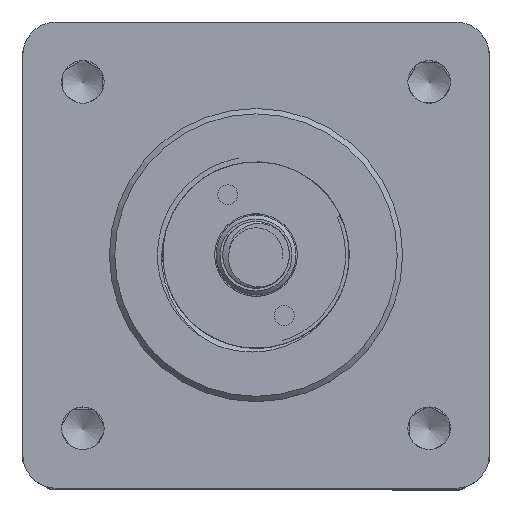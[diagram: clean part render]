
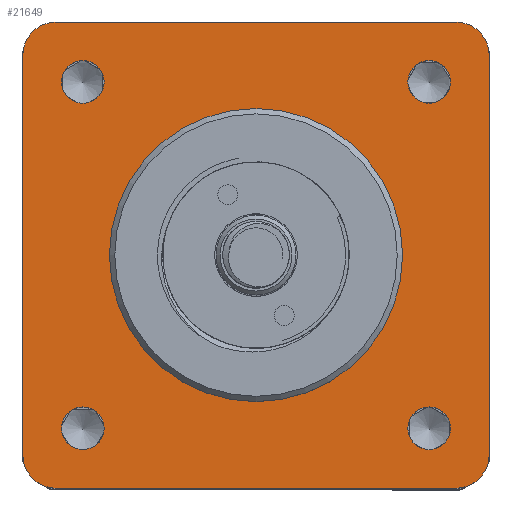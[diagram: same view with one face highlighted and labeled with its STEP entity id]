
A CAD part, top view. The second image highlights one B-rep face of the part: STEP entity #21649.
In plain terms, the highlighted planar face has unit normal (0, 0, 1).
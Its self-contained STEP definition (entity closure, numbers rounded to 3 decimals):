
#21479=CARTESIAN_POINT('',(-15.,-17.5,88.5));
#21480=VERTEX_POINT('',#21479);
#21487=CARTESIAN_POINT('',(-17.5,-15.,88.5));
#21488=VERTEX_POINT('',#21487);
#21489=CARTESIAN_POINT('',(-15.,-15.,88.5));
#21490=DIRECTION('',(0.0,0.0,-1.0));
#21491=DIRECTION('',(-0.707,-0.707,0.0));
#21492=AXIS2_PLACEMENT_3D('',#21489,#21490,#21491);
#21493=CIRCLE('',#21492,2.5);
#21494=EDGE_CURVE('',#21480,#21488,#21493,.T.);
#21511=CARTESIAN_POINT('',(-17.5,15.,88.5));
#21512=VERTEX_POINT('',#21511);
#21513=CARTESIAN_POINT('',(-17.5,-15.,88.5));
#21514=DIRECTION('',(0.0,1.0,0.0));
#21515=VECTOR('',#21514,30.0);
#21516=LINE('',#21513,#21515);
#21517=EDGE_CURVE('',#21488,#21512,#21516,.T.);
#21536=CARTESIAN_POINT('',(17.5,-17.5,88.5));
#21537=DIRECTION('',(0.0,0.0,-1.0));
#21538=DIRECTION('',(-1.0,0.0,0.0));
#21539=AXIS2_PLACEMENT_3D('',#21536,#21537,#21538);
#21540=PLANE('',#21539);
#21541=ORIENTED_EDGE('',*,*,#21494,.F.);
#21542=CARTESIAN_POINT('',(15.,-17.5,88.5));
#21543=VERTEX_POINT('',#21542);
#21544=CARTESIAN_POINT('',(15.,-17.5,88.5));
#21545=DIRECTION('',(-1.0,0.0,0.0));
#21546=VECTOR('',#21545,30.0);
#21547=LINE('',#21544,#21546);
#21548=EDGE_CURVE('',#21543,#21480,#21547,.T.);
#21549=ORIENTED_EDGE('',*,*,#21548,.F.);
#21550=CARTESIAN_POINT('',(17.5,-15.,88.5));
#21551=VERTEX_POINT('',#21550);
#21552=CARTESIAN_POINT('',(15.,-15.,88.5));
#21553=DIRECTION('',(0.0,0.0,-1.0));
#21554=DIRECTION('',(0.707,-0.707,0.0));
#21555=AXIS2_PLACEMENT_3D('',#21552,#21553,#21554);
#21556=CIRCLE('',#21555,2.5);
#21557=EDGE_CURVE('',#21551,#21543,#21556,.T.);
#21558=ORIENTED_EDGE('',*,*,#21557,.F.);
#21559=CARTESIAN_POINT('',(17.5,15.,88.5));
#21560=VERTEX_POINT('',#21559);
#21561=CARTESIAN_POINT('',(17.5,15.,88.5));
#21562=DIRECTION('',(0.0,-1.0,0.0));
#21563=VECTOR('',#21562,30.);
#21564=LINE('',#21561,#21563);
#21565=EDGE_CURVE('',#21560,#21551,#21564,.T.);
#21566=ORIENTED_EDGE('',*,*,#21565,.F.);
#21567=CARTESIAN_POINT('',(15.,17.5,88.5));
#21568=VERTEX_POINT('',#21567);
#21569=CARTESIAN_POINT('',(15.,15.,88.5));
#21570=DIRECTION('',(0.0,0.0,-1.0));
#21571=DIRECTION('',(0.707,0.707,0.0));
#21572=AXIS2_PLACEMENT_3D('',#21569,#21570,#21571);
#21573=CIRCLE('',#21572,2.5);
#21574=EDGE_CURVE('',#21568,#21560,#21573,.T.);
#21575=ORIENTED_EDGE('',*,*,#21574,.F.);
#21576=CARTESIAN_POINT('',(-15.,17.5,88.5));
#21577=VERTEX_POINT('',#21576);
#21578=CARTESIAN_POINT('',(-15.,17.5,88.5));
#21579=DIRECTION('',(1.0,0.0,0.0));
#21580=VECTOR('',#21579,30.);
#21581=LINE('',#21578,#21580);
#21582=EDGE_CURVE('',#21577,#21568,#21581,.T.);
#21583=ORIENTED_EDGE('',*,*,#21582,.F.);
#21584=CARTESIAN_POINT('',(-15.,15.,88.5));
#21585=DIRECTION('',(0.0,0.0,-1.0));
#21586=DIRECTION('',(-0.707,0.707,0.0));
#21587=AXIS2_PLACEMENT_3D('',#21584,#21585,#21586);
#21588=CIRCLE('',#21587,2.5);
#21589=EDGE_CURVE('',#21512,#21577,#21588,.T.);
#21590=ORIENTED_EDGE('',*,*,#21589,.F.);
#21591=ORIENTED_EDGE('',*,*,#21517,.F.);
#21592=EDGE_LOOP('',(#21541,#21549,#21558,#21566,#21575,#21583,#21590,#21591));
#21593=FACE_OUTER_BOUND('',#21592,.T.);
#21594=CARTESIAN_POINT('',(-11.4,13.,88.5));
#21595=VERTEX_POINT('',#21594);
#21596=CARTESIAN_POINT('',(-13.,13.,88.5));
#21597=DIRECTION('',(0.0,0.0,1.0));
#21598=DIRECTION('',(1.0,0.0,0.0));
#21599=AXIS2_PLACEMENT_3D('',#21596,#21597,#21598);
#21600=CIRCLE('',#21599,1.6);
#21601=EDGE_CURVE('',#21595,#21595,#21600,.T.);
#21602=ORIENTED_EDGE('',*,*,#21601,.F.);
#21603=EDGE_LOOP('',(#21602));
#21604=FACE_BOUND('',#21603,.T.);
#21605=CARTESIAN_POINT('',(14.6,13.,88.5));
#21606=VERTEX_POINT('',#21605);
#21607=CARTESIAN_POINT('',(13.,13.,88.5));
#21608=DIRECTION('',(0.0,0.0,1.0));
#21609=DIRECTION('',(1.0,0.0,0.0));
#21610=AXIS2_PLACEMENT_3D('',#21607,#21608,#21609);
#21611=CIRCLE('',#21610,1.6);
#21612=EDGE_CURVE('',#21606,#21606,#21611,.T.);
#21613=ORIENTED_EDGE('',*,*,#21612,.F.);
#21614=EDGE_LOOP('',(#21613));
#21615=FACE_BOUND('',#21614,.T.);
#21616=CARTESIAN_POINT('',(-11.4,-13.,88.5));
#21617=VERTEX_POINT('',#21616);
#21618=CARTESIAN_POINT('',(-13.,-13.,88.5));
#21619=DIRECTION('',(0.0,0.0,1.0));
#21620=DIRECTION('',(1.0,0.0,0.0));
#21621=AXIS2_PLACEMENT_3D('',#21618,#21619,#21620);
#21622=CIRCLE('',#21621,1.6);
#21623=EDGE_CURVE('',#21617,#21617,#21622,.T.);
#21624=ORIENTED_EDGE('',*,*,#21623,.F.);
#21625=EDGE_LOOP('',(#21624));
#21626=FACE_BOUND('',#21625,.T.);
#21627=CARTESIAN_POINT('',(14.6,-13.,88.5));
#21628=VERTEX_POINT('',#21627);
#21629=CARTESIAN_POINT('',(13.,-13.,88.5));
#21630=DIRECTION('',(0.0,0.0,1.0));
#21631=DIRECTION('',(1.0,0.0,0.0));
#21632=AXIS2_PLACEMENT_3D('',#21629,#21630,#21631);
#21633=CIRCLE('',#21632,1.6);
#21634=EDGE_CURVE('',#21628,#21628,#21633,.T.);
#21635=ORIENTED_EDGE('',*,*,#21634,.F.);
#21636=EDGE_LOOP('',(#21635));
#21637=FACE_BOUND('',#21636,.T.);
#21638=CARTESIAN_POINT('',(-11.,0.,88.5));
#21639=VERTEX_POINT('',#21638);
#21640=CARTESIAN_POINT('',(0.,0.,88.5));
#21641=DIRECTION('',(0.0,0.0,-1.0));
#21642=DIRECTION('',(-1.0,0.0,0.0));
#21643=AXIS2_PLACEMENT_3D('',#21640,#21641,#21642);
#21644=CIRCLE('',#21643,11.);
#21645=EDGE_CURVE('',#21639,#21639,#21644,.F.);
#21646=ORIENTED_EDGE('',*,*,#21645,.F.);
#21647=EDGE_LOOP('',(#21646));
#21648=FACE_BOUND('',#21647,.T.);
#21649=ADVANCED_FACE('',(#21593,#21604,#21615,#21626,#21637,#21648),#21540,.F.);
